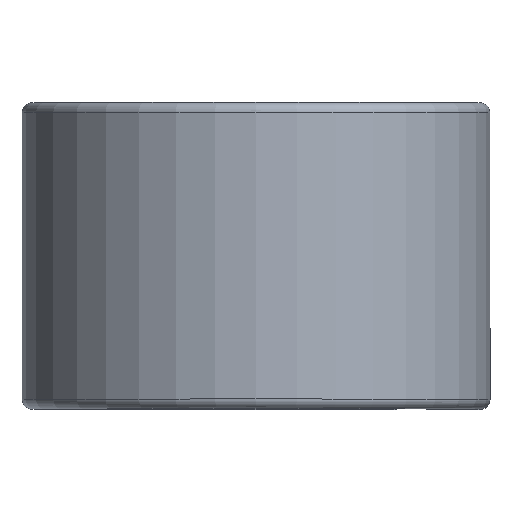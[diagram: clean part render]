
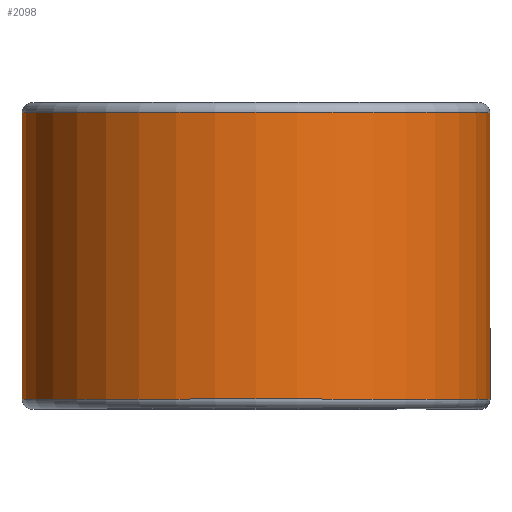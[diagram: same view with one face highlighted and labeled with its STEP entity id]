
A CAD part, top view. The second image highlights one B-rep face of the part: STEP entity #2098.
In plain terms, the highlighted cylindrical face has radius 18.186 mm (diameter 36.373 mm), a partial arc.
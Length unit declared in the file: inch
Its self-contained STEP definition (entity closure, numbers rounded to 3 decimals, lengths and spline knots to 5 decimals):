
#25 = CARTESIAN_POINT ( 'NONE',  ( 0.716, 0.43875, 0. ) ) ;
#281 = CARTESIAN_POINT ( 'NONE',  ( 0., -0.43875, 0. ) ) ;
#385 = CARTESIAN_POINT ( 'NONE',  ( 0.716, 0.43875, 0. ) ) ;
#423 = ORIENTED_EDGE ( 'NONE', *, *, #2358, .F. ) ;
#459 = DIRECTION ( 'NONE',  ( 0., 0., -1. ) ) ;
#508 = CARTESIAN_POINT ( 'NONE',  ( 0.716, -0.43875, 0. ) ) ;
#565 = DIRECTION ( 'NONE',  ( 0., -1., 0. ) ) ;
#635 = EDGE_CURVE ( 'NONE', #2091, #1744, #1758, .T. ) ;
#640 = EDGE_CURVE ( 'NONE', #1744, #1208, #732, .T. ) ;
#732 = CIRCLE ( 'NONE', #886, 0.716 ) ;
#757 = ORIENTED_EDGE ( 'NONE', *, *, #635, .T. ) ;
#809 = VECTOR ( 'NONE', #1301, 39.37008 ) ;
#879 = DIRECTION ( 'NONE',  ( 0., 0., -1. ) ) ;
#886 = AXIS2_PLACEMENT_3D ( 'NONE', #1695, #565, #1874 ) ;
#977 = LINE ( 'NONE', #1032, #1531 ) ;
#1032 = CARTESIAN_POINT ( 'NONE',  ( 0., 0.43875, -0.716 ) ) ;
#1145 = EDGE_CURVE ( 'NONE', #1771, #1208, #977, .T. ) ;
#1160 = FACE_OUTER_BOUND ( 'NONE', #1640, .T. ) ;
#1180 = AXIS2_PLACEMENT_3D ( 'NONE', #281, #1585, #459 ) ;
#1208 = VERTEX_POINT ( 'NONE', #1732 ) ;
#1301 = DIRECTION ( 'NONE',  ( 0., 1., 0. ) ) ;
#1325 = CARTESIAN_POINT ( 'NONE',  ( 0., -0.43875, -0.716 ) ) ;
#1337 = ORIENTED_EDGE ( 'NONE', *, *, #640, .T. ) ;
#1338 = CYLINDRICAL_SURFACE ( 'NONE', #2148, 0.716 ) ;
#1397 = CIRCLE ( 'NONE', #1180, 0.716 ) ;
#1450 = DIRECTION ( 'NONE',  ( 0., -1., 0. ) ) ;
#1531 = VECTOR ( 'NONE', #2157, 39.37008 ) ;
#1585 = DIRECTION ( 'NONE',  ( 0., -1., 0. ) ) ;
#1640 = EDGE_LOOP ( 'NONE', ( #757, #1337, #2053, #423 ) ) ;
#1695 = CARTESIAN_POINT ( 'NONE',  ( 0., 0.43875, 0. ) ) ;
#1732 = CARTESIAN_POINT ( 'NONE',  ( 0., 0.43875, -0.716 ) ) ;
#1744 = VERTEX_POINT ( 'NONE', #385 ) ;
#1758 = LINE ( 'NONE', #25, #809 ) ;
#1771 = VERTEX_POINT ( 'NONE', #1325 ) ;
#1874 = DIRECTION ( 'NONE',  ( 0., 0., -1. ) ) ;
#2053 = ORIENTED_EDGE ( 'NONE', *, *, #1145, .F. ) ;
#2091 = VERTEX_POINT ( 'NONE', #508 ) ;
#2098 = ADVANCED_FACE ( 'NONE', ( #1160 ), #1338, .T. ) ;
#2148 = AXIS2_PLACEMENT_3D ( 'NONE', #2186, #1450, #879 ) ;
#2157 = DIRECTION ( 'NONE',  ( 0., 1., 0. ) ) ;
#2186 = CARTESIAN_POINT ( 'NONE',  ( 0., 0.4375, 0. ) ) ;
#2358 = EDGE_CURVE ( 'NONE', #2091, #1771, #1397, .T. ) ;
